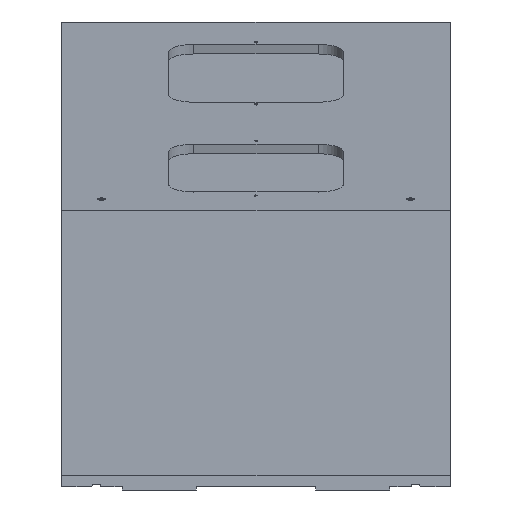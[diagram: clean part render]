
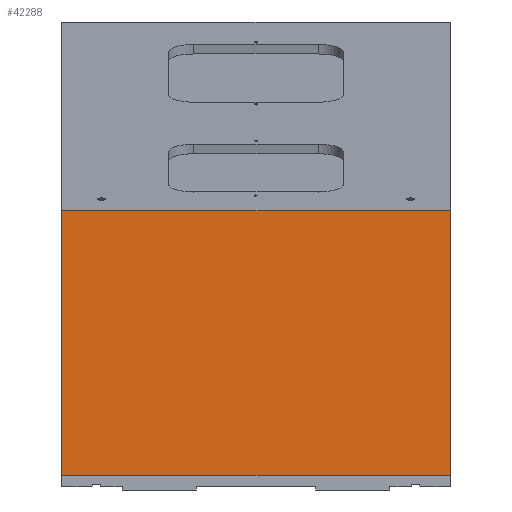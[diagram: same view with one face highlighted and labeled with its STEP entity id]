
A CAD part, left-side view. The second image highlights one B-rep face of the part: STEP entity #42288.
In plain terms, the highlighted face is planar.
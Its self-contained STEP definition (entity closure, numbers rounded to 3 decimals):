
#42005=DIRECTION('',(1.,0.,0.));
#42006=VECTOR('',#42005,780.);
#42007=CARTESIAN_POINT('',(-390.,-265.51,25.));
#42008=LINE('',#42007,#42006);
#42009=DIRECTION('',(0.,-1.,0.));
#42010=VECTOR('',#42009,531.02);
#42011=CARTESIAN_POINT('',(-390.,265.51,25.));
#42012=LINE('',#42011,#42010);
#42013=DIRECTION('',(-1.,0.,0.));
#42014=VECTOR('',#42013,780.);
#42015=CARTESIAN_POINT('',(390.,265.51,25.));
#42016=LINE('',#42015,#42014);
#42017=DIRECTION('',(0.,1.,0.));
#42018=VECTOR('',#42017,531.02);
#42019=CARTESIAN_POINT('',(390.,-265.51,25.));
#42020=LINE('',#42019,#42018);
#42133=CARTESIAN_POINT('',(-390.,-265.51,25.));
#42134=CARTESIAN_POINT('',(390.,-265.51,25.));
#42135=VERTEX_POINT('',#42133);
#42136=VERTEX_POINT('',#42134);
#42137=CARTESIAN_POINT('',(390.,265.51,25.));
#42138=VERTEX_POINT('',#42137);
#42139=CARTESIAN_POINT('',(-390.,265.51,25.));
#42140=VERTEX_POINT('',#42139);
#42277=CARTESIAN_POINT('',(0.,0.,25.));
#42278=DIRECTION('',(0.,0.,1.));
#42279=DIRECTION('',(1.,0.,0.));
#42280=AXIS2_PLACEMENT_3D('',#42277,#42278,#42279);
#42281=PLANE('',#42280);
#42282=ORIENTED_EDGE('',*,*,#42205,.F.);
#42283=ORIENTED_EDGE('',*,*,#42220,.F.);
#42284=ORIENTED_EDGE('',*,*,#42246,.F.);
#42285=ORIENTED_EDGE('',*,*,#42259,.F.);
#42286=EDGE_LOOP('',(#42282,#42283,#42284,#42285));
#42287=FACE_OUTER_BOUND('',#42286,.F.);
#42288=ADVANCED_FACE('',(#42287),#42281,.T.);
#42205=EDGE_CURVE('',#42135,#42136,#42008,.T.);
#42220=EDGE_CURVE('',#42140,#42135,#42012,.T.);
#42246=EDGE_CURVE('',#42138,#42140,#42016,.T.);
#42259=EDGE_CURVE('',#42136,#42138,#42020,.T.);
